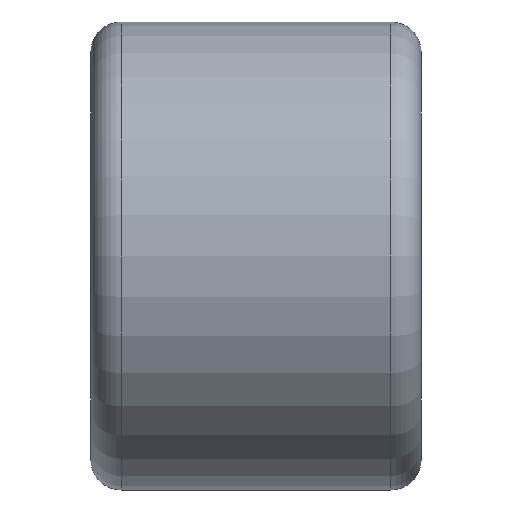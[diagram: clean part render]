
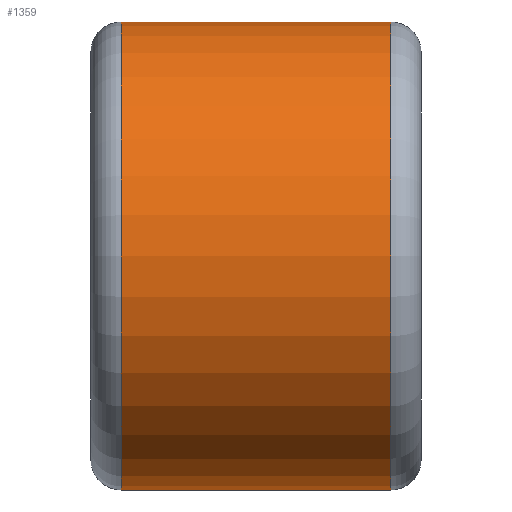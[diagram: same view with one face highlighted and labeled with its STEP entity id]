
A CAD part, front view. The second image highlights one B-rep face of the part: STEP entity #1359.
In plain terms, the highlighted cylindrical face has radius 42.5 mm (diameter 85 mm), a partial arc.
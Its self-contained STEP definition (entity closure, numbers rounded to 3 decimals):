
#58 = DIRECTION ( 'NONE',  ( 0., 0., -1. ) ) ;
#89 = CARTESIAN_POINT ( 'NONE',  ( 24.5, 0., 291.987 ) ) ;
#108 = VECTOR ( 'NONE', #1202, 1000. ) ;
#232 = AXIS2_PLACEMENT_3D ( 'NONE', #89, #4404, #1711 ) ;
#260 = ORIENTED_EDGE ( 'NONE', *, *, #833, .F. ) ;
#287 = CARTESIAN_POINT ( 'NONE',  ( 24.5, 0., 249.487 ) ) ;
#484 = CARTESIAN_POINT ( 'NONE',  ( -24.5, 0., 291.987 ) ) ;
#508 = CIRCLE ( 'NONE', #2098, 42.5 ) ;
#570 = DIRECTION ( 'NONE',  ( -1., 0., 0. ) ) ;
#573 = CARTESIAN_POINT ( 'NONE',  ( -24.5, 0., 334.487 ) ) ;
#686 = EDGE_LOOP ( 'NONE', ( #260, #2936, #2398, #4289 ) ) ;
#700 = VERTEX_POINT ( 'NONE', #573 ) ;
#807 = DIRECTION ( 'NONE',  ( 1., 0., 0. ) ) ;
#819 = LINE ( 'NONE', #4003, #108 ) ;
#833 = EDGE_CURVE ( 'NONE', #4215, #3430, #819, .T. ) ;
#923 = LINE ( 'NONE', #3794, #1343 ) ;
#1202 = DIRECTION ( 'NONE',  ( -1., 0., 0. ) ) ;
#1343 = VECTOR ( 'NONE', #570, 1000. ) ;
#1359 = ADVANCED_FACE ( 'NONE', ( #2508 ), #2158, .T. ) ;
#1711 = DIRECTION ( 'NONE',  ( 0., 0., 1. ) ) ;
#1991 = VERTEX_POINT ( 'NONE', #4031 ) ;
#2098 = AXIS2_PLACEMENT_3D ( 'NONE', #484, #807, #58 ) ;
#2158 = CYLINDRICAL_SURFACE ( 'NONE', #3956, 42.5 ) ;
#2357 = CARTESIAN_POINT ( 'NONE',  ( -24.5, 0., 249.487 ) ) ;
#2398 = ORIENTED_EDGE ( 'NONE', *, *, #3966, .T. ) ;
#2508 = FACE_OUTER_BOUND ( 'NONE', #686, .T. ) ;
#2518 = EDGE_CURVE ( 'NONE', #4215, #1991, #4615, .T. ) ;
#2888 = DIRECTION ( 'NONE',  ( -1., 0., 0. ) ) ;
#2936 = ORIENTED_EDGE ( 'NONE', *, *, #2518, .T. ) ;
#3430 = VERTEX_POINT ( 'NONE', #2357 ) ;
#3565 = EDGE_CURVE ( 'NONE', #700, #3430, #508, .T. ) ;
#3581 = CARTESIAN_POINT ( 'NONE',  ( -57.637, 0., 291.987 ) ) ;
#3621 = DIRECTION ( 'NONE',  ( 0., 0., 1. ) ) ;
#3794 = CARTESIAN_POINT ( 'NONE',  ( -57.637, 0., 334.487 ) ) ;
#3956 = AXIS2_PLACEMENT_3D ( 'NONE', #3581, #2888, #3621 ) ;
#3966 = EDGE_CURVE ( 'NONE', #1991, #700, #923, .T. ) ;
#4003 = CARTESIAN_POINT ( 'NONE',  ( -57.637, 0., 249.487 ) ) ;
#4031 = CARTESIAN_POINT ( 'NONE',  ( 24.5, 0., 334.487 ) ) ;
#4215 = VERTEX_POINT ( 'NONE', #287 ) ;
#4289 = ORIENTED_EDGE ( 'NONE', *, *, #3565, .T. ) ;
#4404 = DIRECTION ( 'NONE',  ( -1., 0., 0. ) ) ;
#4615 = CIRCLE ( 'NONE', #232, 42.5 ) ;
